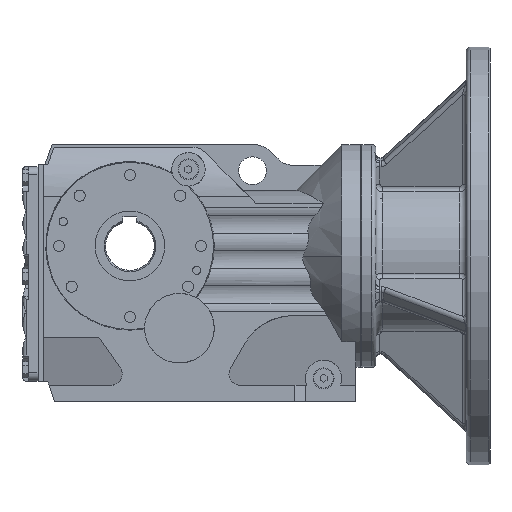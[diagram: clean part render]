
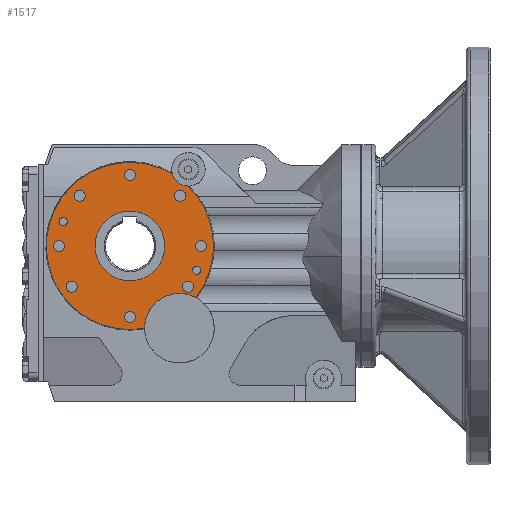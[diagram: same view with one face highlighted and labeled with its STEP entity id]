
A CAD part, front view. The second image highlights one B-rep face of the part: STEP entity #1517.
In plain terms, the highlighted planar face has unit normal (0, -1, 0).
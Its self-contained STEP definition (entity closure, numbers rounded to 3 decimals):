
#1517=ADVANCED_FACE('',(#6719,#6721,#6723,#6725,#6727,#6729,#6731,#6733,#6735,#6737,
#6739,#6741),#6743,.T.);
#6719=FACE_BOUND('',#6720,.T.);
#6720=EDGE_LOOP('',(#12415,#12416,#12417,#12418));
#6721=FACE_BOUND('',#6722,.T.);
#6722=EDGE_LOOP('',(#12419));
#6723=FACE_BOUND('',#6724,.T.);
#6724=EDGE_LOOP('',(#12420));
#6725=FACE_BOUND('',#6726,.T.);
#6726=EDGE_LOOP('',(#12421));
#6727=FACE_BOUND('',#6728,.T.);
#6728=EDGE_LOOP('',(#12422));
#6729=FACE_BOUND('',#6730,.T.);
#6730=EDGE_LOOP('',(#12423));
#6731=FACE_BOUND('',#6732,.T.);
#6732=EDGE_LOOP('',(#12424));
#6733=FACE_BOUND('',#6734,.T.);
#6734=EDGE_LOOP('',(#12425));
#6735=FACE_BOUND('',#6736,.T.);
#6736=EDGE_LOOP('',(#12426));
#6737=FACE_BOUND('',#6738,.T.);
#6738=EDGE_LOOP('',(#12427));
#6739=FACE_BOUND('',#6740,.T.);
#6740=EDGE_LOOP('',(#12428));
#6741=FACE_BOUND('',#6742,.T.);
#6742=EDGE_LOOP('',(#12429));
#6743=PLANE('',#6744);
#6744=AXIS2_PLACEMENT_3D('',#6745,#6746,#6747);
#6745=CARTESIAN_POINT('',(0.,-72.,60.));
#6746=DIRECTION('',(0.,-1.,0.));
#6747=DIRECTION('',(1.,0.,0.));
#12415=ORIENTED_EDGE('',*,*,#14665,.F.);
#12416=ORIENTED_EDGE('',*,*,#14948,.T.);
#12417=ORIENTED_EDGE('',*,*,#14807,.F.);
#12418=ORIENTED_EDGE('',*,*,#14712,.T.);
#12419=ORIENTED_EDGE('',*,*,#14676,.T.);
#12420=ORIENTED_EDGE('',*,*,#14771,.F.);
#12421=ORIENTED_EDGE('',*,*,#14773,.F.);
#12422=ORIENTED_EDGE('',*,*,#14775,.F.);
#12423=ORIENTED_EDGE('',*,*,#14777,.F.);
#12424=ORIENTED_EDGE('',*,*,#14779,.F.);
#12425=ORIENTED_EDGE('',*,*,#14781,.F.);
#12426=ORIENTED_EDGE('',*,*,#14783,.F.);
#12427=ORIENTED_EDGE('',*,*,#14785,.F.);
#12428=ORIENTED_EDGE('',*,*,#14787,.F.);
#12429=ORIENTED_EDGE('',*,*,#14789,.F.);
#14665=EDGE_CURVE('',#16041,#16029,#16043,.T.);
#14676=EDGE_CURVE('',#16061,#16061,#16062,.T.);
#14712=EDGE_CURVE('',#16130,#16029,#16133,.T.);
#14771=EDGE_CURVE('',#16241,#16241,#16242,.T.);
#14773=EDGE_CURVE('',#16245,#16245,#16246,.T.);
#14775=EDGE_CURVE('',#16249,#16249,#16250,.T.);
#14777=EDGE_CURVE('',#16253,#16253,#16254,.T.);
#14779=EDGE_CURVE('',#16257,#16257,#16258,.T.);
#14781=EDGE_CURVE('',#16261,#16261,#16262,.T.);
#14783=EDGE_CURVE('',#16265,#16265,#16266,.T.);
#14785=EDGE_CURVE('',#16269,#16269,#16270,.T.);
#14787=EDGE_CURVE('',#16273,#16273,#16274,.T.);
#14789=EDGE_CURVE('',#16277,#16277,#16278,.T.);
#14807=EDGE_CURVE('',#16130,#16306,#16307,.T.);
#14948=EDGE_CURVE('',#16041,#16306,#16536,.T.);
#16029=VERTEX_POINT('',#18801);
#16041=VERTEX_POINT('',#18951);
#16043=CIRCLE('',#18959,60.);
#16061=VERTEX_POINT('',#19158);
#16062=CIRCLE('',#19159,25.);
#16130=VERTEX_POINT('',#19571);
#16133=CIRCLE('',#19584,25.);
#16241=VERTEX_POINT('',#20359);
#16242=CIRCLE('',#20360,4.);
#16245=VERTEX_POINT('',#20369);
#16246=CIRCLE('',#20370,4.);
#16249=VERTEX_POINT('',#20379);
#16250=CIRCLE('',#20380,4.);
#16253=VERTEX_POINT('',#20389);
#16254=CIRCLE('',#20390,4.);
#16257=VERTEX_POINT('',#20399);
#16258=CIRCLE('',#20400,3.);
#16261=VERTEX_POINT('',#20409);
#16262=CIRCLE('',#20410,3.);
#16265=VERTEX_POINT('',#20419);
#16266=CIRCLE('',#20420,4.);
#16269=VERTEX_POINT('',#20429);
#16270=CIRCLE('',#20430,4.);
#16273=VERTEX_POINT('',#20439);
#16274=CIRCLE('',#20440,4.);
#16277=VERTEX_POINT('',#20449);
#16278=CIRCLE('',#20450,4.);
#16306=VERTEX_POINT('',#20614);
#16307=CIRCLE('',#20615,60.);
#16536=CIRCLE('',#21434,12.);
#18801=CARTESIAN_POINT('',(47.275,-72.,-36.947));
#18951=CARTESIAN_POINT('',(41.844,-72.,43.001));
#18959=AXIS2_PLACEMENT_3D('',#18960,#18961,#18962);
#18960=CARTESIAN_POINT('',(0.,-72.,0.));
#18961=DIRECTION('',(-0.,1.,0.));
#18962=DIRECTION('',(0.697,0.,0.717));
#19158=CARTESIAN_POINT('',(25.,-72.,0.));
#19159=AXIS2_PLACEMENT_3D('',#19160,#19161,#19162);
#19160=CARTESIAN_POINT('',(0.,-72.,0.));
#19161=DIRECTION('',(-0.,1.,-0.));
#19162=DIRECTION('',(1.,0.,0.));
#19571=CARTESIAN_POINT('',(10.5,-72.,-59.074));
#19584=AXIS2_PLACEMENT_3D('',#19585,#19586,#19587);
#19585=CARTESIAN_POINT('',(35.5,-72.,-59.));
#19586=DIRECTION('',(0.,1.,-0.));
#19587=DIRECTION('',(-1.,0.,-0.003));
#20359=CARTESIAN_POINT('',(4.,-72.,-51.));
#20360=AXIS2_PLACEMENT_3D('',#20361,#20362,#20363);
#20361=CARTESIAN_POINT('',(0.,-72.,-51.));
#20362=DIRECTION('',(0.,-1.,0.));
#20363=DIRECTION('',(-1.,0.,0.));
#20369=CARTESIAN_POINT('',(4.,-72.,51.));
#20370=AXIS2_PLACEMENT_3D('',#20371,#20372,#20373);
#20371=CARTESIAN_POINT('',(0.,-72.,51.));
#20372=DIRECTION('',(0.,-1.,0.));
#20373=DIRECTION('',(-1.,0.,0.));
#20379=CARTESIAN_POINT('',(55.,-72.,0.));
#20380=AXIS2_PLACEMENT_3D('',#20381,#20382,#20383);
#20381=CARTESIAN_POINT('',(51.,-72.,0.));
#20382=DIRECTION('',(0.,-1.,0.));
#20383=DIRECTION('',(-1.,0.,0.));
#20389=CARTESIAN_POINT('',(-47.,-72.,0.));
#20390=AXIS2_PLACEMENT_3D('',#20391,#20392,#20393);
#20391=CARTESIAN_POINT('',(-51.,-72.,0.));
#20392=DIRECTION('',(0.,-1.,0.));
#20393=DIRECTION('',(-1.,0.,0.));
#20399=CARTESIAN_POINT('',(-44.924,-72.,17.443));
#20400=AXIS2_PLACEMENT_3D('',#20401,#20402,#20403);
#20401=CARTESIAN_POINT('',(-47.924,-72.,17.443));
#20402=DIRECTION('',(0.,-1.,0.));
#20403=DIRECTION('',(-1.,0.,0.));
#20409=CARTESIAN_POINT('',(50.924,-72.,-17.443));
#20410=AXIS2_PLACEMENT_3D('',#20411,#20412,#20413);
#20411=CARTESIAN_POINT('',(47.924,-72.,-17.443));
#20412=DIRECTION('',(0.,-1.,0.));
#20413=DIRECTION('',(-1.,0.,0.));
#20419=CARTESIAN_POINT('',(-37.777,-72.,-29.252));
#20420=AXIS2_PLACEMENT_3D('',#20421,#20422,#20423);
#20421=CARTESIAN_POINT('',(-41.777,-72.,-29.252));
#20422=DIRECTION('',(0.,-1.,0.));
#20423=DIRECTION('',(-1.,0.,0.));
#20429=CARTESIAN_POINT('',(45.777,-72.,-29.252));
#20430=AXIS2_PLACEMENT_3D('',#20431,#20432,#20433);
#20431=CARTESIAN_POINT('',(41.777,-72.,-29.252));
#20432=DIRECTION('',(0.,-1.,0.));
#20433=DIRECTION('',(-1.,0.,0.));
#20439=CARTESIAN_POINT('',(-32.062,-72.,36.062));
#20440=AXIS2_PLACEMENT_3D('',#20441,#20442,#20443);
#20441=CARTESIAN_POINT('',(-36.062,-72.,36.062));
#20442=DIRECTION('',(0.,-1.,0.));
#20443=DIRECTION('',(-1.,0.,0.));
#20449=CARTESIAN_POINT('',(40.062,-72.,36.062));
#20450=AXIS2_PLACEMENT_3D('',#20451,#20452,#20453);
#20451=CARTESIAN_POINT('',(36.062,-72.,36.062));
#20452=DIRECTION('',(0.,-1.,0.));
#20453=DIRECTION('',(-1.,0.,0.));
#20614=CARTESIAN_POINT('',(30.466,-72.,51.69));
#20615=AXIS2_PLACEMENT_3D('',#20616,#20617,#20618);
#20616=CARTESIAN_POINT('',(0.,-72.,0.));
#20617=DIRECTION('',(0.,1.,-0.));
#20618=DIRECTION('',(0.175,0.,-0.985));
#21434=AXIS2_PLACEMENT_3D('',#21435,#21436,#21437);
#21435=CARTESIAN_POINT('',(42.,-72.,55.));
#21436=DIRECTION('',(0.,1.,-0.));
#21437=DIRECTION('',(-0.013,0.,-1.));
